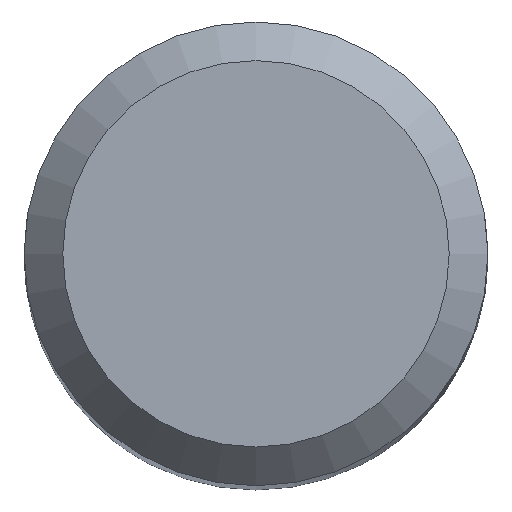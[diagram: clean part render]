
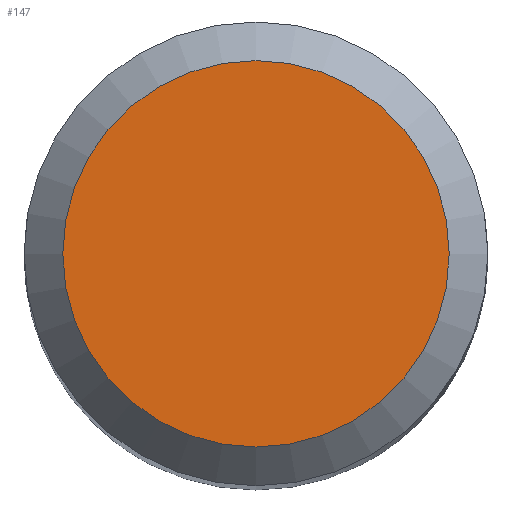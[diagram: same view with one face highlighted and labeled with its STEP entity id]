
A CAD part, top view. The second image highlights one B-rep face of the part: STEP entity #147.
In plain terms, the highlighted planar face has unit normal (0, 0, 1).
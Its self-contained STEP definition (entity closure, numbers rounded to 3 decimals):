
#36=PLANE('',#541);
#75=FACE_OUTER_BOUND('',#193,.T.);
#147=ADVANCED_FACE('',(#75),#36,.F.);
#193=EDGE_LOOP('',(#321));
#321=ORIENTED_EDGE('',*,*,#411,.T.);
#355=VERTEX_POINT('',#870);
#411=EDGE_CURVE('',#355,#355,#445,.T.);
#445=CIRCLE('',#521,5.);
#521=AXIS2_PLACEMENT_3D('',#869,#624,#625);
#541=AXIS2_PLACEMENT_3D('',#940,#664,#665);
#624=DIRECTION('',(0.,0.,1.));
#625=DIRECTION('',(-1.,0.,0.));
#664=DIRECTION('',(0.,0.,-1.));
#665=DIRECTION('',(1.,0.,0.));
#869=CARTESIAN_POINT('',(0.,0.,0.));
#870=CARTESIAN_POINT('',(-5.,0.,0.));
#940=CARTESIAN_POINT('',(0.,6.5,0.));
